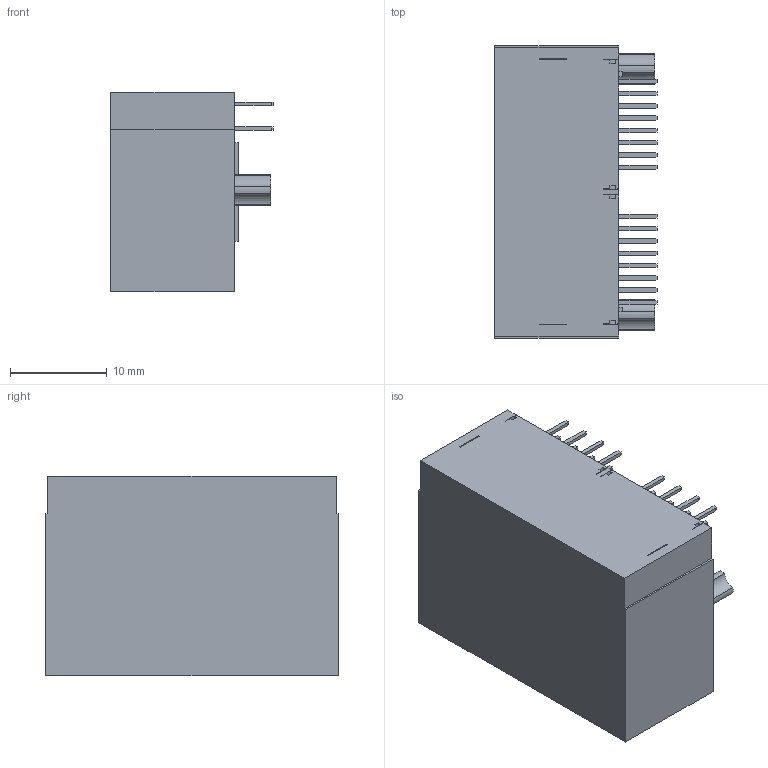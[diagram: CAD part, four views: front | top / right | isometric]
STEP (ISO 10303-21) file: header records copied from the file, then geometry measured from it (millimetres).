
FILE_DESCRIPTION((''),'2;1');
FILE_NAME('DGKYD112B086JB2A1DDJ','2024-08-21T19:03:12',('DGKYD'),(''),'CREO PARAMETRIC BY PTC INC, 2019010','CREO PARAMETRIC BY PTC INC, 2019010','');
FILE_SCHEMA(('CONFIG_CONTROL_DESIGN'));
Length unit declared in the file: millimetre
Products named in the file (1): DGKYD112B086JB2A1DDJ
Bounding box: 16.8 x 30.2 x 20.6 mm (x, y, z)
Volume: 5182.6 mm3; surface area: 7336.6 mm2
Topology: 1 solids, 19 shells, 1629 faces, 5004 edges, 3296 vertices
Faces by surface type: plane 1337, cylinder 292
Entity records: 55620 total; most frequent: CARTESIAN_POINT 10049, ORIENTED_EDGE 10008, DIRECTION 8918, EDGE_CURVE 5004, VECTOR 4300, LINE 4300, VERTEX_POINT 3296, AXIS2_PLACEMENT_3D 2309
